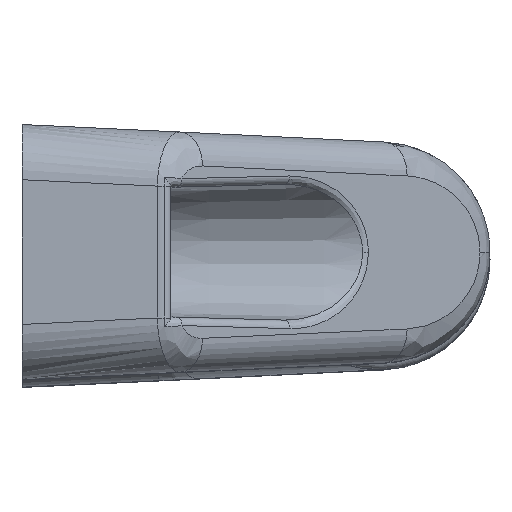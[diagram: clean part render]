
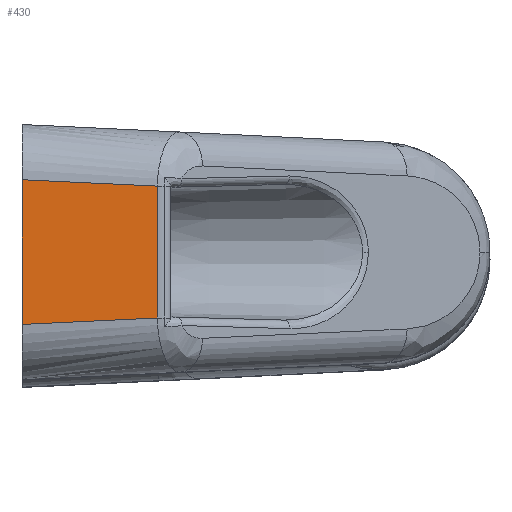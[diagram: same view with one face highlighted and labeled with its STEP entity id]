
A CAD part, top view. The second image highlights one B-rep face of the part: STEP entity #430.
In plain terms, the highlighted planar face has unit normal (0.018, 0, 1).
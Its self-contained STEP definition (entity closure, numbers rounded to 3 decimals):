
#54 = CARTESIAN_POINT ( 'NONE',  ( -7.676, -6.877, 264.401 ) ) ;
#237 = CARTESIAN_POINT ( 'NONE',  ( -42., 31., 265. ) ) ;
#297 = VECTOR ( 'NONE', #3078, 1000. ) ;
#430 = ADVANCED_FACE ( 'NONE', ( #3175 ), #3234, .F. ) ;
#447 = DIRECTION ( 'NONE',  ( -0.999, -0.047, 0.017 ) ) ;
#549 = ORIENTED_EDGE ( 'NONE', *, *, #4897, .F. ) ;
#661 = DIRECTION ( 'NONE',  ( -0.017, 0., -1. ) ) ;
#680 = VERTEX_POINT ( 'NONE', #4026 ) ;
#1354 = LINE ( 'NONE', #3807, #297 ) ;
#1393 = VERTEX_POINT ( 'NONE', #3944 ) ;
#1756 = EDGE_CURVE ( 'NONE', #1393, #5404, #4000, .T. ) ;
#2320 = DIRECTION ( 'NONE',  ( 1., 0., -0.017 ) ) ;
#2358 = VECTOR ( 'NONE', #3501, 1000. ) ;
#2365 = VECTOR ( 'NONE', #447, 1000. ) ;
#2371 = VECTOR ( 'NONE', #4432, 1000. ) ;
#2614 = CARTESIAN_POINT ( 'NONE',  ( -42., 8.5, 265. ) ) ;
#2661 = EDGE_CURVE ( 'NONE', #5404, #5465, #1354, .T. ) ;
#3078 = DIRECTION ( 'NONE',  ( -0.999, 0.047, 0.017 ) ) ;
#3154 = CARTESIAN_POINT ( 'NONE',  ( -42., 15., 265. ) ) ;
#3175 = FACE_OUTER_BOUND ( 'NONE', #3204, .T. ) ;
#3204 = EDGE_LOOP ( 'NONE', ( #549, #5457, #4327, #4292 ) ) ;
#3234 = PLANE ( 'NONE',  #5501 ) ;
#3426 = CARTESIAN_POINT ( 'NONE',  ( -26.116, 7.749, 264.723 ) ) ;
#3501 = DIRECTION ( 'NONE',  ( 0., 1., 0. ) ) ;
#3513 = LINE ( 'NONE', #54, #2365 ) ;
#3572 = LINE ( 'NONE', #3154, #2371 ) ;
#3807 = CARTESIAN_POINT ( 'NONE',  ( -7.676, 6.877, 264.401 ) ) ;
#3938 = CARTESIAN_POINT ( 'NONE',  ( -26.116, 31., 264.723 ) ) ;
#3944 = CARTESIAN_POINT ( 'NONE',  ( -26.116, -7.749, 264.723 ) ) ;
#4000 = LINE ( 'NONE', #3938, #2358 ) ;
#4026 = CARTESIAN_POINT ( 'NONE',  ( -42., -8.5, 265. ) ) ;
#4292 = ORIENTED_EDGE ( 'NONE', *, *, #5133, .T. ) ;
#4327 = ORIENTED_EDGE ( 'NONE', *, *, #2661, .T. ) ;
#4432 = DIRECTION ( 'NONE',  ( 0., -1., 0. ) ) ;
#4897 = EDGE_CURVE ( 'NONE', #1393, #680, #3513, .T. ) ;
#5133 = EDGE_CURVE ( 'NONE', #5465, #680, #3572, .T. ) ;
#5404 = VERTEX_POINT ( 'NONE', #3426 ) ;
#5457 = ORIENTED_EDGE ( 'NONE', *, *, #1756, .T. ) ;
#5465 = VERTEX_POINT ( 'NONE', #2614 ) ;
#5501 = AXIS2_PLACEMENT_3D ( 'NONE', #237, #661, #2320 ) ;
